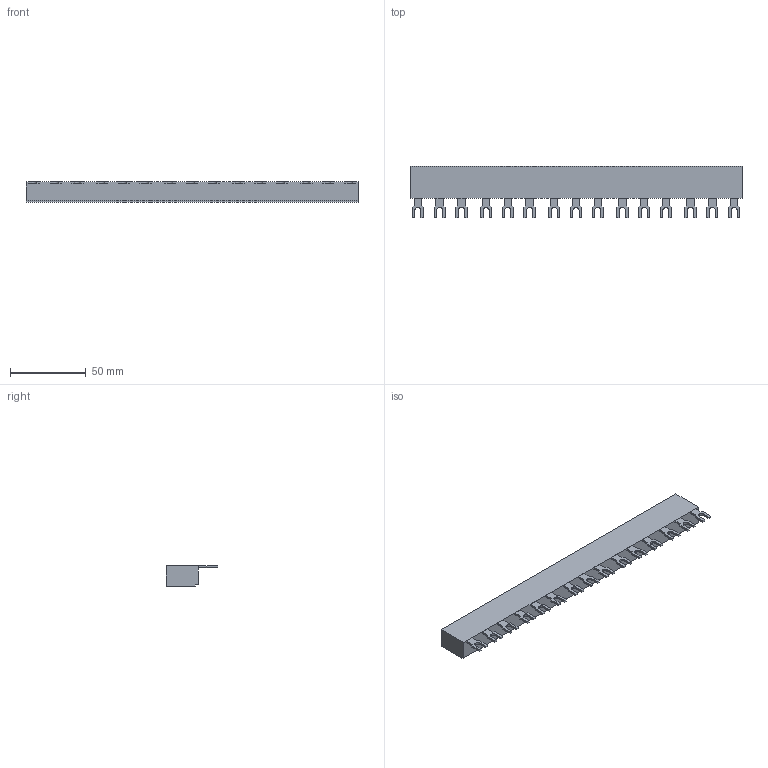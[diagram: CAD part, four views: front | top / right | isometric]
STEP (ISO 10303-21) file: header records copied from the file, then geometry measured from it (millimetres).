
FILE_DESCRIPTION(('STEP AP214'),'1');
FILE_NAME('cctmp_E9FBB8FB-96EB-47A7-9BA5-660EE44D6D41_2023_08_14_21_03_22_0982..stp','2023-08-14T19:03:23',('SIEMENS A&D'),('CADClick - www.CADClick.com'),'Spatial InterOp 3D postprocessed',' ','unknown authorization');
FILE_SCHEMA(('AUTOMOTIVE_DESIGN'));
Length unit declared in the file: millimetre
Products named in the file (1): 2023_08_14_21_03_22_0974
Bounding box: 219.2 x 34.2 x 13.5 mm (x, y, z)
Volume: 63417.2 mm3; surface area: 18323.6 mm2
Topology: 1 solids, 1 shells, 203 faces, 558 edges, 372 vertices
Faces by surface type: plane 188, cylinder 15
Entity records: 10700 total; most frequent: STYLED_ITEM 1134, PRESENTATION_STYLE_ASSIGNMENT 1134, CARTESIAN_POINT 1134, ORIENTED_EDGE 1116, DIRECTION 996, EDGE_CURVE 558, CURVE_STYLE 558, DRAUGHTING_PRE_DEFINED_CURVE_FONT 558
